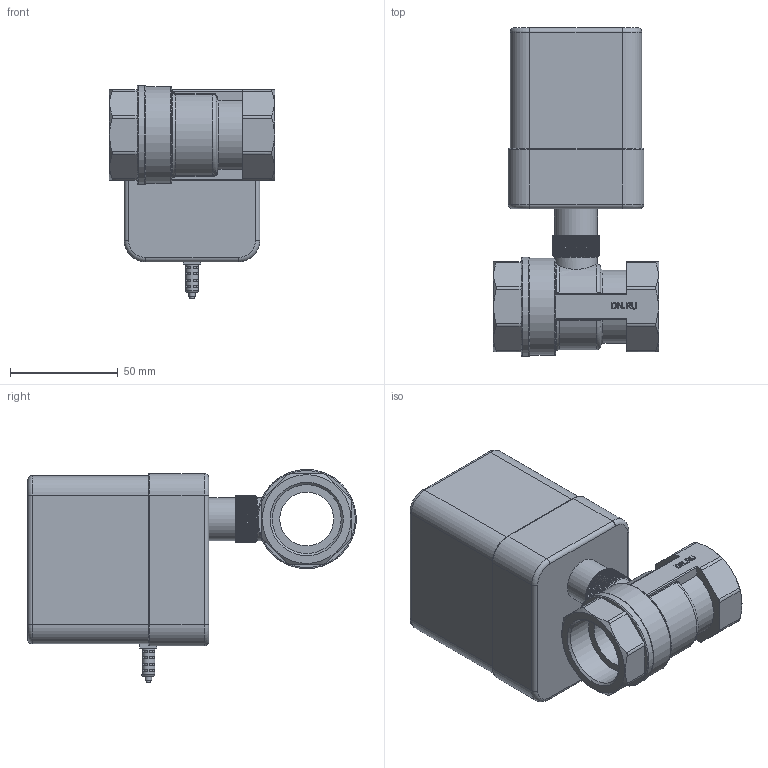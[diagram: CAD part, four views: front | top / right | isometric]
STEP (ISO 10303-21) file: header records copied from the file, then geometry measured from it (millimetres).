
FILE_DESCRIPTION(/* description */ (''),/* implementation_level */ '2;1');
FILE_NAME(/* name */ 'DN32_3D_STEP.stp',/* time_stamp */ '2024-04-14T18:02:17+03:00',/* author */ ('igorr'),/* organization */ (''),/* preprocessor_version */ 'ST-DEVELOPER v19.2',/* originating_system */ 'Autodesk Inventor 2023',/* authorisation */ '');
FILE_SCHEMA (('AUTOMOTIVE_DESIGN { 1 0 10303 214 3 1 1 }'));
Length unit declared in the file: millimetre
Products named in the file (3): Сборка; Деталь1; Деталь2
Assembly tree (2 placements, depth 2):
  Сборка
    Деталь1
    Деталь2
Bounding box: 77 x 152.5 x 98.88 mm (x, y, z)
Volume: 467987.8 mm3; surface area: 54351.6 mm2
Topology: 2 solids, 2 shells, 698 faces, 1938 edges, 1276 vertices
Faces by surface type: plane 418, cone 140, cylinder 78, bspline 40, torus 22
Full cylindrical faces by diameter (mm): 2 x1, 3 x1, 6 x1, 15 x1, 20 x2, 25 x1, 32 x2, 45 x1, 46 x1
Entity records: 23393 total; most frequent: CARTESIAN_POINT 6321, ORIENTED_EDGE 3876, DIRECTION 2945, EDGE_CURVE 1938, VERTEX_POINT 1276, AXIS2_PLACEMENT_3D 1003, LINE 939, VECTOR 939
